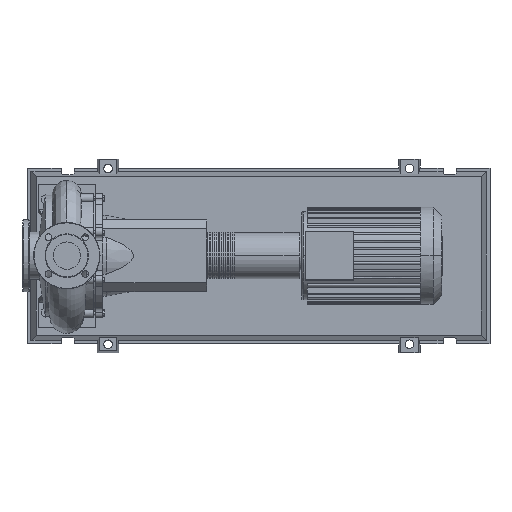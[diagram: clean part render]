
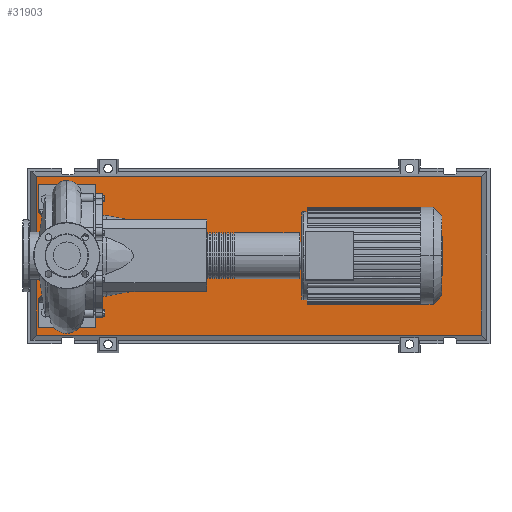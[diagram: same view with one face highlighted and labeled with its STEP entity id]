
A CAD part, top view. The second image highlights one B-rep face of the part: STEP entity #31903.
In plain terms, the highlighted planar face has unit normal (0, 0, 1).
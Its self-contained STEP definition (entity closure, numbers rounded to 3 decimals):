
#31584=CARTESIAN_POINT('',(1155.471,-220.471,103.0));
#31585=VERTEX_POINT('',#31584);
#31592=CARTESIAN_POINT('',(-85.471,-220.471,103.0));
#31593=VERTEX_POINT('',#31592);
#31594=CARTESIAN_POINT('',(1155.471,-220.471,103.0));
#31595=DIRECTION('',(-1.0,0.0,0.0));
#31596=VECTOR('',#31595,1240.941);
#31597=LINE('',#31594,#31596);
#31598=EDGE_CURVE('',#31585,#31593,#31597,.T.);
#31816=CARTESIAN_POINT('',(1155.471,220.471,103.0));
#31817=VERTEX_POINT('',#31816);
#31818=CARTESIAN_POINT('',(1155.471,220.471,103.0));
#31819=DIRECTION('',(0.0,-1.0,0.0));
#31820=VECTOR('',#31819,440.941);
#31821=LINE('',#31818,#31820);
#31822=EDGE_CURVE('',#31817,#31585,#31821,.T.);
#31840=CARTESIAN_POINT('',(-85.471,220.471,103.0));
#31841=VERTEX_POINT('',#31840);
#31842=CARTESIAN_POINT('',(-85.471,-220.471,103.0));
#31843=DIRECTION('',(0.0,1.0,0.0));
#31844=VECTOR('',#31843,440.941);
#31845=LINE('',#31842,#31844);
#31846=EDGE_CURVE('',#31593,#31841,#31845,.T.);
#31879=CARTESIAN_POINT('',(-85.471,220.471,103.0));
#31880=DIRECTION('',(1.0,0.0,0.0));
#31881=VECTOR('',#31880,1240.941);
#31882=LINE('',#31879,#31881);
#31883=EDGE_CURVE('',#31841,#31817,#31882,.T.);
#31892=CARTESIAN_POINT('',(535.,0.,103.0));
#31893=DIRECTION('',(0.0,0.0,1.0));
#31894=DIRECTION('',(1.0,0.0,0.0));
#31895=AXIS2_PLACEMENT_3D('',#31892,#31893,#31894);
#31896=PLANE('',#31895);
#31897=ORIENTED_EDGE('',*,*,#31822,.F.);
#31898=ORIENTED_EDGE('',*,*,#31883,.F.);
#31899=ORIENTED_EDGE('',*,*,#31846,.F.);
#31900=ORIENTED_EDGE('',*,*,#31598,.F.);
#31901=EDGE_LOOP('',(#31897,#31898,#31899,#31900));
#31902=FACE_OUTER_BOUND('',#31901,.T.);
#31903=ADVANCED_FACE('',(#31902),#31896,.T.);
